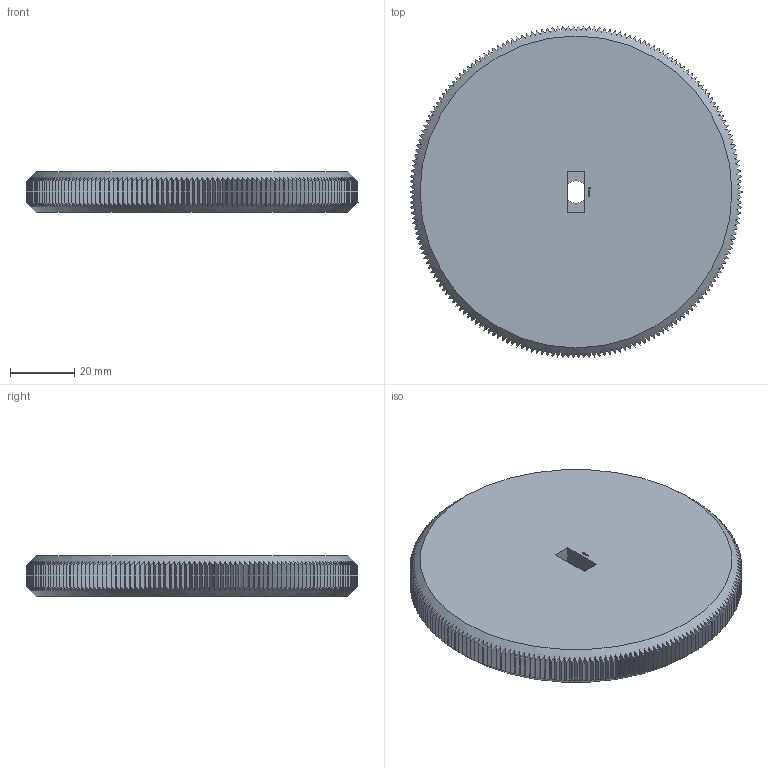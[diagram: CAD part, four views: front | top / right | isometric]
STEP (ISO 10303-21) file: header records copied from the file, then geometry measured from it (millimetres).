
FILE_DESCRIPTION(('FreeCAD Model'),'2;1');
FILE_NAME('Open CASCADE Shape Model','2024-01-03T19:07:43',(''),(''), 'Open CASCADE STEP processor 7.6','FreeCAD','Unknown');
FILE_SCHEMA(('AUTOMOTIVE_DESIGN { 1 0 10303 214 1 1 1 1 }'));
Products named in the file (1): Knob KNR BVD SCR ISR BU01.00x08.25 - SPN-KNB-0028 (stemfie.org)
Bounding box: 103.12 x 103.11 x 12.5 mm (x, y, z)
Volume: 99023.3 mm3; surface area: 22083.9 mm2
Topology: 1 solids, 1 shells, 1102 faces, 3192 edges, 2126 vertices
Faces by surface type: plane 716, cylinder 200, extrusion 182, cone 4
Entity records: 80968 total; most frequent: CARTESIAN_POINT 18617, DIRECTION 11274, ORIENTED_EDGE 6384, PCURVE 6384, DEFINITIONAL_REPRESENTATION 6384, VECTOR 6232, LINE 6050, EDGE_CURVE 3192
